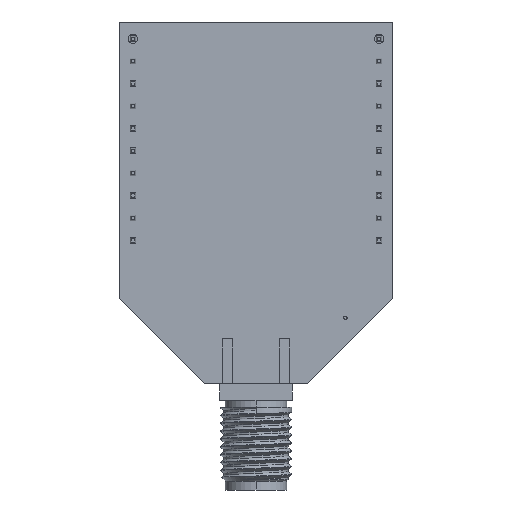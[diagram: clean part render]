
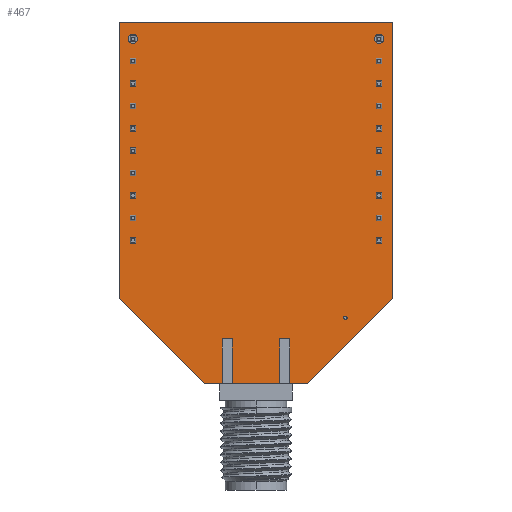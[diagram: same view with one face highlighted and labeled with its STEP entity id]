
A CAD part, front view. The second image highlights one B-rep face of the part: STEP entity #467.
In plain terms, the highlighted planar face has unit normal (0, -1, 0).
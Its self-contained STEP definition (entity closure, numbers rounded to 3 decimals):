
#118=CARTESIAN_POINT('',(1.2,0.,-1.5));
#119=DIRECTION('',(0.,1.,0.));
#120=DIRECTION('',(1.,0.,0.));
#121=AXIS2_PLACEMENT_3D('',#118,#119,#120);
#126=CARTESIAN_POINT('',(1.2,0.,-1.5));
#127=DIRECTION('',(0.,1.,0.));
#128=DIRECTION('',(-1.,0.,0.));
#129=AXIS2_PLACEMENT_3D('',#126,#127,#128);
#134=CARTESIAN_POINT('',(23.2,0.,-1.5));
#135=DIRECTION('',(0.,1.,0.));
#136=DIRECTION('',(1.,0.,0.));
#137=AXIS2_PLACEMENT_3D('',#134,#135,#136);
#142=CARTESIAN_POINT('',(23.2,0.,-1.5));
#143=DIRECTION('',(0.,1.,0.));
#144=DIRECTION('',(-1.,0.,0.));
#145=AXIS2_PLACEMENT_3D('',#142,#143,#144);
#150=DIRECTION('',(0.707,0.,-0.707));
#151=VECTOR('',#150,10.748);
#152=CARTESIAN_POINT('',(0.,0.,-24.7));
#153=LINE('',#152,#151);
#157=DIRECTION('',(0.,0.,1.));
#158=VECTOR('',#157,24.7);
#159=CARTESIAN_POINT('',(0.,0.,-24.7));
#160=LINE('',#159,#158);
#164=DIRECTION('',(1.,0.,0.));
#165=VECTOR('',#164,24.4);
#166=CARTESIAN_POINT('',(0.,0.,0.));
#167=LINE('',#166,#165);
#171=DIRECTION('',(0.,0.,-1.));
#172=VECTOR('',#171,24.7);
#173=CARTESIAN_POINT('',(24.4,0.,0.));
#174=LINE('',#173,#172);
#178=DIRECTION('',(0.707,0.,0.707));
#179=VECTOR('',#178,10.748);
#180=CARTESIAN_POINT('',(16.8,0.,-32.3));
#181=LINE('',#180,#179);
#185=DIRECTION('',(-1.,0.,0.));
#186=VECTOR('',#185,9.2);
#187=CARTESIAN_POINT('',(16.8,0.,-32.3));
#188=LINE('',#187,#186);
#192=CARTESIAN_POINT('',(20.184,0.,-26.416));
#193=DIRECTION('',(0.,1.,0.));
#194=DIRECTION('',(1.,0.,0.));
#195=AXIS2_PLACEMENT_3D('',#192,#193,#194);
#200=CARTESIAN_POINT('',(20.184,0.,-26.416));
#201=DIRECTION('',(0.,1.,0.));
#202=DIRECTION('',(-1.,0.,0.));
#203=AXIS2_PLACEMENT_3D('',#200,#201,#202);
#382=CARTESIAN_POINT('',(0.,0.,0.));
#383=CARTESIAN_POINT('',(24.4,0.,0.));
#384=VERTEX_POINT('',#382);
#385=VERTEX_POINT('',#383);
#390=CARTESIAN_POINT('',(1.6,0.,-1.5));
#391=CARTESIAN_POINT('',(0.8,0.,-1.5));
#392=VERTEX_POINT('',#390);
#393=VERTEX_POINT('',#391);
#398=CARTESIAN_POINT('',(0.,0.,-24.7));
#399=CARTESIAN_POINT('',(7.6,0.,-32.3));
#400=VERTEX_POINT('',#398);
#401=VERTEX_POINT('',#399);
#406=CARTESIAN_POINT('',(16.8,0.,-32.3));
#407=CARTESIAN_POINT('',(24.4,0.,-24.7));
#408=VERTEX_POINT('',#406);
#409=VERTEX_POINT('',#407);
#414=CARTESIAN_POINT('',(23.6,0.,-1.5));
#415=CARTESIAN_POINT('',(22.8,0.,-1.5));
#416=VERTEX_POINT('',#414);
#417=VERTEX_POINT('',#415);
#422=CARTESIAN_POINT('',(20.334,0.,-26.416));
#423=CARTESIAN_POINT('',(20.034,0.,-26.416));
#424=VERTEX_POINT('',#422);
#425=VERTEX_POINT('',#423);
#430=CARTESIAN_POINT('',(0.,0.,0.));
#431=DIRECTION('',(0.,1.,0.));
#432=DIRECTION('',(1.,0.,0.));
#433=AXIS2_PLACEMENT_3D('',#430,#431,#432);
#434=PLANE('',#433);
#436=ORIENTED_EDGE('',*,*,#435,.F.);
#438=ORIENTED_EDGE('',*,*,#437,.T.);
#440=ORIENTED_EDGE('',*,*,#439,.T.);
#442=ORIENTED_EDGE('',*,*,#441,.T.);
#444=ORIENTED_EDGE('',*,*,#443,.F.);
#446=ORIENTED_EDGE('',*,*,#445,.T.);
#447=EDGE_LOOP('',(#436,#438,#440,#442,#444,#446));
#448=FACE_OUTER_BOUND('',#447,.F.);
#450=ORIENTED_EDGE('',*,*,#449,.F.);
#452=ORIENTED_EDGE('',*,*,#451,.F.);
#453=EDGE_LOOP('',(#450,#452));
#454=FACE_BOUND('',#453,.F.);
#456=ORIENTED_EDGE('',*,*,#455,.F.);
#458=ORIENTED_EDGE('',*,*,#457,.F.);
#459=EDGE_LOOP('',(#456,#458));
#460=FACE_BOUND('',#459,.F.);
#462=ORIENTED_EDGE('',*,*,#461,.F.);
#464=ORIENTED_EDGE('',*,*,#463,.F.);
#465=EDGE_LOOP('',(#462,#464));
#466=FACE_BOUND('',#465,.F.);
#122=CIRCLE('',#121,0.4);
#130=CIRCLE('',#129,0.4);
#138=CIRCLE('',#137,0.4);
#146=CIRCLE('',#145,0.4);
#196=CIRCLE('',#195,0.15);
#204=CIRCLE('',#203,0.15);
#435=EDGE_CURVE('',#400,#401,#153,.T.);
#437=EDGE_CURVE('',#400,#384,#160,.T.);
#439=EDGE_CURVE('',#384,#385,#167,.T.);
#441=EDGE_CURVE('',#385,#409,#174,.T.);
#443=EDGE_CURVE('',#408,#409,#181,.T.);
#445=EDGE_CURVE('',#408,#401,#188,.T.);
#449=EDGE_CURVE('',#416,#417,#138,.T.);
#451=EDGE_CURVE('',#417,#416,#146,.T.);
#455=EDGE_CURVE('',#392,#393,#122,.T.);
#457=EDGE_CURVE('',#393,#392,#130,.T.);
#461=EDGE_CURVE('',#424,#425,#196,.T.);
#463=EDGE_CURVE('',#425,#424,#204,.T.);
#467=ADVANCED_FACE('',(#448,#454,#460,#466),#434,.F.);
